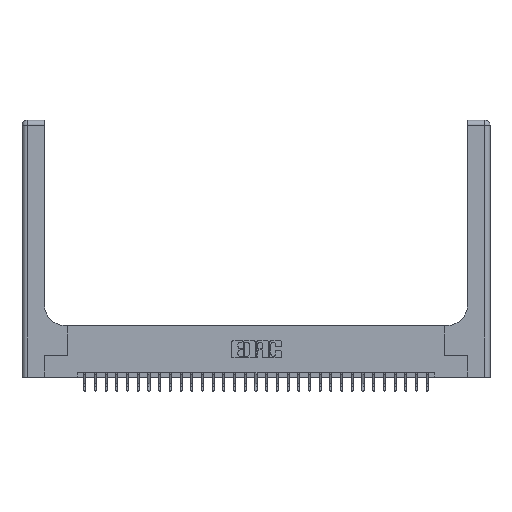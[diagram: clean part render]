
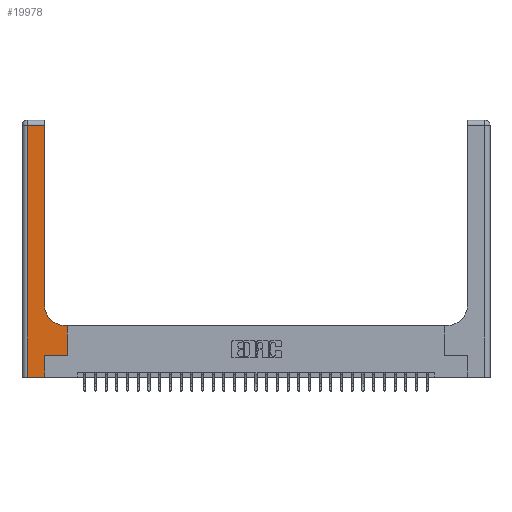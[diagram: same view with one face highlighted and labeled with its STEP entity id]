
A CAD part, top view. The second image highlights one B-rep face of the part: STEP entity #19978.
In plain terms, the highlighted planar face has unit normal (0, 0, 1).
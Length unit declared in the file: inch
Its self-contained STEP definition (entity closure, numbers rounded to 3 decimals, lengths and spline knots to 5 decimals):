
#179 = CARTESIAN_POINT ( 'NONE',  ( 0.26, 0.6, 0.37 ) ) ;
#1216 = CARTESIAN_POINT ( 'NONE',  ( 0.26, 2.94, 0.37 ) ) ;
#1351 = DIRECTION ( 'NONE',  ( -1., 0., 0. ) ) ;
#1689 = ORIENTED_EDGE ( 'NONE', *, *, #5637, .T. ) ;
#1970 = ORIENTED_EDGE ( 'NONE', *, *, #17044, .T. ) ;
#2507 = EDGE_CURVE ( 'NONE', #18419, #18993, #7378, .T. ) ;
#2528 = LINE ( 'NONE', #8902, #27177 ) ;
#3325 = LINE ( 'NONE', #12412, #10943 ) ;
#3389 = EDGE_CURVE ( 'NONE', #28380, #23696, #21876, .T. ) ;
#3538 = DIRECTION ( 'NONE',  ( 0., 0., -1. ) ) ;
#3555 = EDGE_CURVE ( 'NONE', #5833, #5146, #3325, .T. ) ;
#3599 = CARTESIAN_POINT ( 'NONE',  ( 0.06, 0., 0.37 ) ) ;
#5011 = ORIENTED_EDGE ( 'NONE', *, *, #9488, .T. ) ;
#5146 = VERTEX_POINT ( 'NONE', #24701 ) ;
#5415 = LINE ( 'NONE', #18707, #17804 ) ;
#5602 = DIRECTION ( 'NONE',  ( 0., 1., 0. ) ) ;
#5637 = EDGE_CURVE ( 'NONE', #17444, #22748, #2528, .T. ) ;
#5833 = VERTEX_POINT ( 'NONE', #1216 ) ;
#6672 = CARTESIAN_POINT ( 'NONE',  ( 0.528, 0.6, 0.37 ) ) ;
#7149 = AXIS2_PLACEMENT_3D ( 'NONE', #23332, #3538, #1351 ) ;
#7184 = EDGE_LOOP ( 'NONE', ( #7267, #18164, #5011, #1689, #1970, #26822, #26301, #20054, #13959 ) ) ;
#7199 = EDGE_CURVE ( 'NONE', #11727, #5833, #20721, .T. ) ;
#7267 = ORIENTED_EDGE ( 'NONE', *, *, #7199, .T. ) ;
#7378 = LINE ( 'NONE', #11846, #26608 ) ;
#7416 = DIRECTION ( 'NONE',  ( 0., 1., 0. ) ) ;
#7470 = CARTESIAN_POINT ( 'NONE',  ( 0.528, 0.25, 0.37 ) ) ;
#8584 = FACE_OUTER_BOUND ( 'NONE', #7184, .T. ) ;
#8902 = CARTESIAN_POINT ( 'NONE',  ( 0., 0., 0.37 ) ) ;
#9416 = CARTESIAN_POINT ( 'NONE',  ( 0.265, 0., 0.37 ) ) ;
#9488 = EDGE_CURVE ( 'NONE', #5146, #17444, #5415, .T. ) ;
#9544 = VECTOR ( 'NONE', #26245, 39.37008 ) ;
#10354 = EDGE_CURVE ( 'NONE', #18993, #28380, #11937, .T. ) ;
#10373 = CIRCLE ( 'NONE', #14980, 0.25 ) ;
#10943 = VECTOR ( 'NONE', #25594, 39.37008 ) ;
#11367 = DIRECTION ( 'NONE',  ( 1., 0., 0. ) ) ;
#11727 = VERTEX_POINT ( 'NONE', #12373 ) ;
#11846 = CARTESIAN_POINT ( 'NONE',  ( 0.265, 0.25, 0.37 ) ) ;
#11937 = LINE ( 'NONE', #7470, #27395 ) ;
#11944 = CARTESIAN_POINT ( 'NONE',  ( 0.51, 0.85, 0.37 ) ) ;
#12126 = CARTESIAN_POINT ( 'NONE',  ( 0.528, 0.25, 0.37 ) ) ;
#12373 = CARTESIAN_POINT ( 'NONE',  ( 0.26, 0.85, 0.37 ) ) ;
#12412 = CARTESIAN_POINT ( 'NONE',  ( 0., 2.94, 0.37 ) ) ;
#13470 = DIRECTION ( 'NONE',  ( 0., 1., 0. ) ) ;
#13959 = ORIENTED_EDGE ( 'NONE', *, *, #19377, .T. ) ;
#14120 = DIRECTION ( 'NONE',  ( 0., 0., -1. ) ) ;
#14980 = AXIS2_PLACEMENT_3D ( 'NONE', #11944, #14120, #18899 ) ;
#17044 = EDGE_CURVE ( 'NONE', #22748, #18419, #20561, .T. ) ;
#17444 = VERTEX_POINT ( 'NONE', #3599 ) ;
#17804 = VECTOR ( 'NONE', #27558, 39.37008 ) ;
#18164 = ORIENTED_EDGE ( 'NONE', *, *, #3555, .T. ) ;
#18419 = VERTEX_POINT ( 'NONE', #23439 ) ;
#18707 = CARTESIAN_POINT ( 'NONE',  ( 0.06, 3., 0.37 ) ) ;
#18899 = DIRECTION ( 'NONE',  ( 1., 0., 0. ) ) ;
#18993 = VERTEX_POINT ( 'NONE', #12126 ) ;
#19377 = EDGE_CURVE ( 'NONE', #23696, #11727, #10373, .T. ) ;
#19650 = VECTOR ( 'NONE', #7416, 39.37008 ) ;
#19978 = ADVANCED_FACE ( 'NONE', ( #8584 ), #26238, .F. ) ;
#20054 = ORIENTED_EDGE ( 'NONE', *, *, #3389, .T. ) ;
#20561 = LINE ( 'NONE', #9416, #22347 ) ;
#20584 = CARTESIAN_POINT ( 'NONE',  ( 0.26, 3., 0.37 ) ) ;
#20681 = DIRECTION ( 'NONE',  ( 1., 0., 0. ) ) ;
#20721 = LINE ( 'NONE', #20584, #19650 ) ;
#21876 = LINE ( 'NONE', #179, #9544 ) ;
#22347 = VECTOR ( 'NONE', #13470, 39.37008 ) ;
#22748 = VERTEX_POINT ( 'NONE', #25383 ) ;
#23153 = CARTESIAN_POINT ( 'NONE',  ( 0.51, 0.6, 0.37 ) ) ;
#23332 = CARTESIAN_POINT ( 'NONE',  ( 0., 3., 0.37 ) ) ;
#23439 = CARTESIAN_POINT ( 'NONE',  ( 0.265, 0.25, 0.37 ) ) ;
#23696 = VERTEX_POINT ( 'NONE', #23153 ) ;
#24701 = CARTESIAN_POINT ( 'NONE',  ( 0.06, 2.94, 0.37 ) ) ;
#25383 = CARTESIAN_POINT ( 'NONE',  ( 0.265, 0., 0.37 ) ) ;
#25594 = DIRECTION ( 'NONE',  ( -1., 0., 0. ) ) ;
#26238 = PLANE ( 'NONE',  #7149 ) ;
#26245 = DIRECTION ( 'NONE',  ( -1., 0., 0. ) ) ;
#26301 = ORIENTED_EDGE ( 'NONE', *, *, #10354, .T. ) ;
#26608 = VECTOR ( 'NONE', #20681, 39.37008 ) ;
#26822 = ORIENTED_EDGE ( 'NONE', *, *, #2507, .T. ) ;
#27177 = VECTOR ( 'NONE', #11367, 39.37008 ) ;
#27395 = VECTOR ( 'NONE', #5602, 39.37008 ) ;
#27558 = DIRECTION ( 'NONE',  ( 0., -1., 0. ) ) ;
#28380 = VERTEX_POINT ( 'NONE', #6672 ) ;
